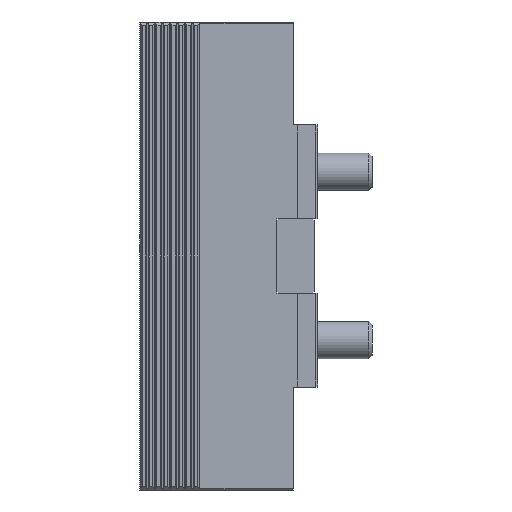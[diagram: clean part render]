
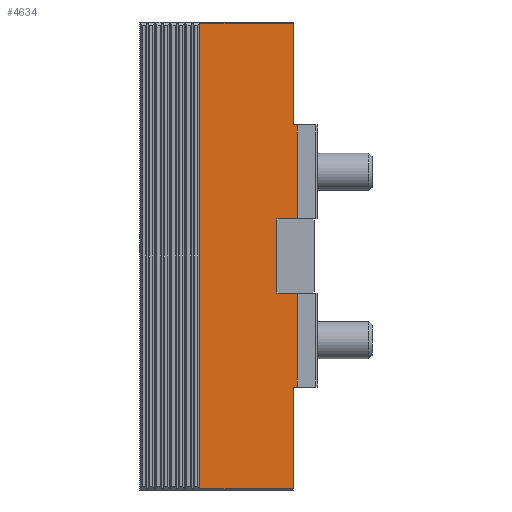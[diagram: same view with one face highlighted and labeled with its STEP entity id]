
A CAD part, left-side view. The second image highlights one B-rep face of the part: STEP entity #4634.
In plain terms, the highlighted planar face has unit normal (-1, 0, 0).
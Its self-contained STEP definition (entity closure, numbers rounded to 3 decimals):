
#152=LINE('',#6752,#656);
#179=LINE('',#6814,#683);
#183=LINE('',#6823,#687);
#188=LINE('',#6832,#692);
#213=LINE('',#6885,#717);
#216=LINE('',#6890,#720);
#217=LINE('',#6891,#721);
#219=LINE('',#6895,#723);
#220=LINE('',#6897,#724);
#221=LINE('',#6899,#725);
#222=LINE('',#6901,#726);
#223=LINE('',#6903,#727);
#224=LINE('',#6905,#728);
#225=LINE('',#6907,#729);
#226=LINE('',#6909,#730);
#227=LINE('',#6910,#731);
#656=VECTOR('',#5449,10.);
#683=VECTOR('',#5486,10.);
#687=VECTOR('',#5492,10.);
#692=VECTOR('',#5499,10.);
#717=VECTOR('',#5548,10.);
#720=VECTOR('',#5555,10.);
#721=VECTOR('',#5556,10.);
#723=VECTOR('',#5560,10.);
#724=VECTOR('',#5561,10.);
#725=VECTOR('',#5562,10.);
#726=VECTOR('',#5563,10.);
#727=VECTOR('',#5564,10.);
#728=VECTOR('',#5565,10.);
#729=VECTOR('',#5566,10.);
#730=VECTOR('',#5567,10.);
#731=VECTOR('',#5568,10.);
#1217=FACE_OUTER_BOUND('',#1464,.T.);
#1464=EDGE_LOOP('',(#3204,#3205,#3206,#3207,#3208,#3209,#3210,#3211,#3212,
#3213,#3214,#3215,#3216,#3217,#3218,#3219));
#1847=VERTEX_POINT('',#6749);
#1848=VERTEX_POINT('',#6751);
#1877=VERTEX_POINT('',#6811);
#1878=VERTEX_POINT('',#6813);
#1881=VERTEX_POINT('',#6821);
#1882=VERTEX_POINT('',#6822);
#1885=VERTEX_POINT('',#6830);
#1901=VERTEX_POINT('',#6882);
#1902=VERTEX_POINT('',#6894);
#1903=VERTEX_POINT('',#6896);
#1904=VERTEX_POINT('',#6898);
#1905=VERTEX_POINT('',#6900);
#1906=VERTEX_POINT('',#6902);
#1907=VERTEX_POINT('',#6904);
#1908=VERTEX_POINT('',#6906);
#1909=VERTEX_POINT('',#6908);
#2322=EDGE_CURVE('',#1847,#1848,#152,.T.);
#2353=EDGE_CURVE('',#1877,#1878,#179,.T.);
#2357=EDGE_CURVE('',#1881,#1882,#183,.T.);
#2362=EDGE_CURVE('',#1885,#1877,#188,.T.);
#2390=EDGE_CURVE('',#1848,#1901,#213,.T.);
#2393=EDGE_CURVE('',#1878,#1881,#216,.T.);
#2394=EDGE_CURVE('',#1882,#1847,#217,.T.);
#2396=EDGE_CURVE('',#1902,#1885,#219,.T.);
#2397=EDGE_CURVE('',#1903,#1902,#220,.T.);
#2398=EDGE_CURVE('',#1904,#1903,#221,.T.);
#2399=EDGE_CURVE('',#1905,#1904,#222,.T.);
#2400=EDGE_CURVE('',#1906,#1905,#223,.T.);
#2401=EDGE_CURVE('',#1907,#1906,#224,.T.);
#2402=EDGE_CURVE('',#1908,#1907,#225,.T.);
#2403=EDGE_CURVE('',#1909,#1908,#226,.T.);
#2404=EDGE_CURVE('',#1901,#1909,#227,.T.);
#3204=ORIENTED_EDGE('',*,*,#2362,.F.);
#3205=ORIENTED_EDGE('',*,*,#2396,.F.);
#3206=ORIENTED_EDGE('',*,*,#2397,.F.);
#3207=ORIENTED_EDGE('',*,*,#2398,.F.);
#3208=ORIENTED_EDGE('',*,*,#2399,.F.);
#3209=ORIENTED_EDGE('',*,*,#2400,.F.);
#3210=ORIENTED_EDGE('',*,*,#2401,.F.);
#3211=ORIENTED_EDGE('',*,*,#2402,.F.);
#3212=ORIENTED_EDGE('',*,*,#2403,.F.);
#3213=ORIENTED_EDGE('',*,*,#2404,.F.);
#3214=ORIENTED_EDGE('',*,*,#2390,.F.);
#3215=ORIENTED_EDGE('',*,*,#2322,.F.);
#3216=ORIENTED_EDGE('',*,*,#2394,.F.);
#3217=ORIENTED_EDGE('',*,*,#2357,.F.);
#3218=ORIENTED_EDGE('',*,*,#2393,.F.);
#3219=ORIENTED_EDGE('',*,*,#2353,.F.);
#4204=PLANE('',#4940);
#4634=ADVANCED_FACE('',(#1217),#4204,.F.);
#4940=AXIS2_PLACEMENT_3D('',#6893,#5558,#5559);
#5449=DIRECTION('',(0.,-1.,0.));
#5486=DIRECTION('',(0.,1.,0.));
#5492=DIRECTION('',(0.,0.,-1.));
#5499=DIRECTION('',(0.,1.,0.));
#5548=DIRECTION('',(0.,-1.,0.));
#5555=DIRECTION('',(0.,0.,-1.));
#5556=DIRECTION('',(0.,0.,-1.));
#5558=DIRECTION('center_axis',(1.,0.,0.));
#5559=DIRECTION('ref_axis',(0.,-1.,0.));
#5560=DIRECTION('',(0.,0.,-1.));
#5561=DIRECTION('',(0.,-1.,0.));
#5562=DIRECTION('',(0.,0.,-1.));
#5563=DIRECTION('',(0.,-1.,0.));
#5564=DIRECTION('',(0.,0.,1.));
#5565=DIRECTION('',(0.,1.,0.));
#5566=DIRECTION('',(0.,0.,-1.));
#5567=DIRECTION('',(0.,1.,0.));
#5568=DIRECTION('',(0.,0.,-1.));
#6749=CARTESIAN_POINT('',(0.7,5.5,52.5));
#6751=CARTESIAN_POINT('',(0.7,5.,52.5));
#6752=CARTESIAN_POINT('',(0.7,10.25,52.5));
#6811=CARTESIAN_POINT('',(0.7,5.,72.5));
#6813=CARTESIAN_POINT('',(0.7,5.5,72.5));
#6814=CARTESIAN_POINT('',(0.7,15.75,72.5));
#6821=CARTESIAN_POINT('',(0.7,5.5,72.));
#6822=CARTESIAN_POINT('',(0.7,5.5,53.));
#6823=CARTESIAN_POINT('',(0.7,5.5,88.75));
#6830=CARTESIAN_POINT('',(0.7,0.,72.5));
#6832=CARTESIAN_POINT('',(0.7,15.75,72.5));
#6882=CARTESIAN_POINT('',(0.7,0.,52.5));
#6885=CARTESIAN_POINT('',(0.7,10.25,52.5));
#6890=CARTESIAN_POINT('',(0.7,5.5,88.75));
#6891=CARTESIAN_POINT('',(0.7,5.5,88.75));
#6893=CARTESIAN_POINT('Origin',(0.7,26.,125.));
#6894=CARTESIAN_POINT('',(0.7,0.,97.5));
#6895=CARTESIAN_POINT('',(0.7,0.,62.5));
#6896=CARTESIAN_POINT('',(0.7,1.,97.5));
#6897=CARTESIAN_POINT('',(0.7,13.5,97.5));
#6898=CARTESIAN_POINT('',(0.7,1.,124.7));
#6899=CARTESIAN_POINT('',(0.7,1.,146.726));
#6900=CARTESIAN_POINT('',(0.7,26.,124.7));
#6901=CARTESIAN_POINT('',(0.7,17.042,124.7));
#6902=CARTESIAN_POINT('',(0.7,26.,0.3));
#6903=CARTESIAN_POINT('',(0.7,26.,125.));
#6904=CARTESIAN_POINT('',(0.7,1.,0.3));
#6905=CARTESIAN_POINT('',(0.7,17.042,0.3));
#6906=CARTESIAN_POINT('',(0.7,1.,27.5));
#6907=CARTESIAN_POINT('',(0.7,1.,76.25));
#6908=CARTESIAN_POINT('',(0.7,0.,27.5));
#6909=CARTESIAN_POINT('',(0.7,4.94,27.5));
#6910=CARTESIAN_POINT('',(0.7,0.,62.5));
